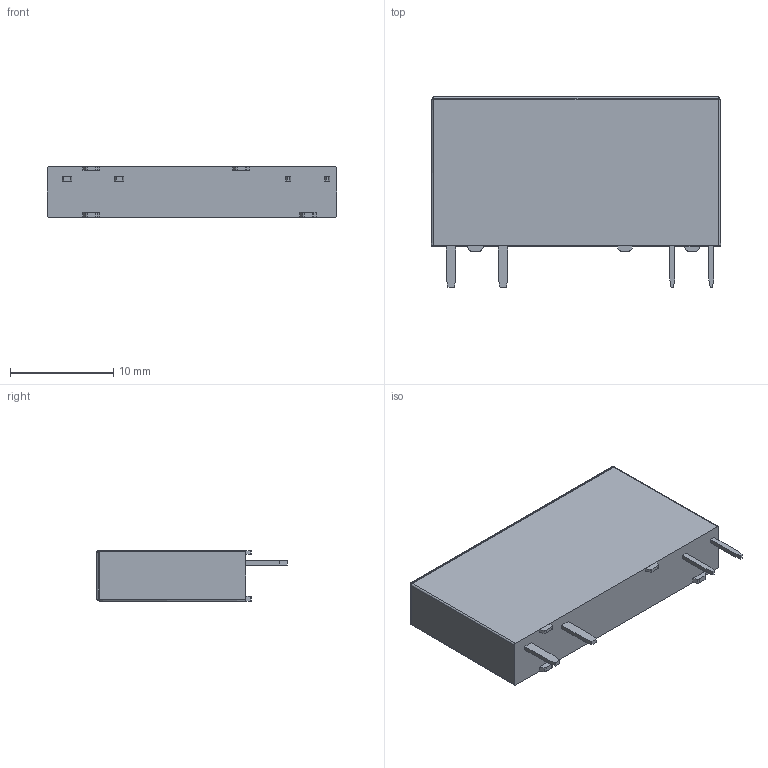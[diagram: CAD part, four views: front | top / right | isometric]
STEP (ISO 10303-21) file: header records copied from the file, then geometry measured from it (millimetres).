
FILE_DESCRIPTION(('CATIA V5 STEP Exchange','CAx-IF Rec.Pracs.--- Composite Materials ---3.4---2017-06-13'),'2;1');
FILE_NAME('HFS50-A.stp','2024-05-28T03:24:48+00:00',('none'),('none'),'CATIA Version 5-6 Release 2022','CATIA V5 STEP AP203 v2','none');
FILE_SCHEMA(('CONFIG_CONTROL_DESIGN'));
Length unit declared in the file: millimetre
Products named in the file (1): HFS50-A
Bounding box: 28 x 18.45 x 4.95 mm (x, y, z)
Volume: 1992.1 mm3; surface area: 1258.2 mm2
Topology: 1 solids, 1 shells, 88 faces, 224 edges, 144 vertices
Faces by surface type: plane 60, cylinder 20, sphere 4, cone 2, torus 2
Entity records: 2566 total; most frequent: CARTESIAN_POINT 507, ORIENTED_EDGE 440, DIRECTION 352, EDGE_CURVE 220, VECTOR 166, LINE 166, VERTEX_POINT 144, AXIS2_PLACEMENT_3D 119
